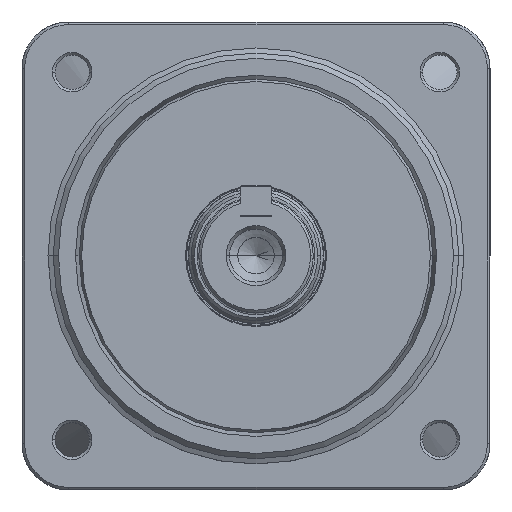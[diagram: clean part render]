
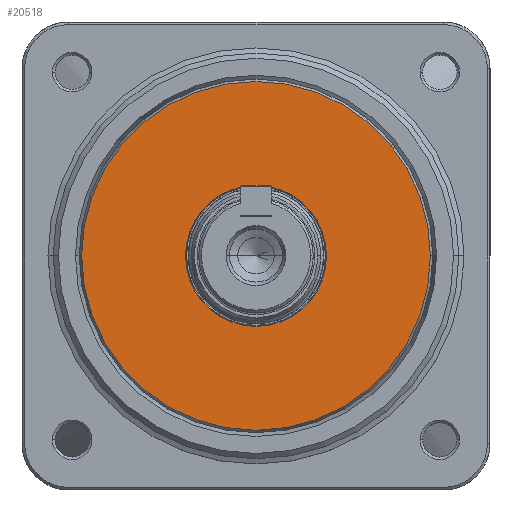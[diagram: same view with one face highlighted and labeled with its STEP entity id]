
A CAD part, top view. The second image highlights one B-rep face of the part: STEP entity #20518.
In plain terms, the highlighted planar face has unit normal (0, 0, 1).
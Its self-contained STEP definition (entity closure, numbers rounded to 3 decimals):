
#51 = EDGE_LOOP ( 'NONE', ( #14959, #28085 ) ) ;
#193 = AXIS2_PLACEMENT_3D ( 'NONE', #23374, #4654, #9543 ) ;
#543 = DIRECTION ( 'NONE',  ( 0., 0., -1. ) ) ;
#590 = ORIENTED_EDGE ( 'NONE', *, *, #18185, .T. ) ;
#3231 = CARTESIAN_POINT ( 'NONE',  ( -33.538, 0., 11. ) ) ;
#4592 = AXIS2_PLACEMENT_3D ( 'NONE', #24794, #8370, #22128 ) ;
#4654 = DIRECTION ( 'NONE',  ( 0., 0., -1. ) ) ;
#5091 = CARTESIAN_POINT ( 'NONE',  ( 0., 0., 11. ) ) ;
#5757 = AXIS2_PLACEMENT_3D ( 'NONE', #14376, #543, #9955 ) ;
#6471 = CARTESIAN_POINT ( 'NONE',  ( 0., 23.075, 11. ) ) ;
#6683 = DIRECTION ( 'NONE',  ( 0., 0., 1. ) ) ;
#6684 = EDGE_LOOP ( 'NONE', ( #590, #27370 ) ) ;
#8349 = VERTEX_POINT ( 'NONE', #11331 ) ;
#8370 = DIRECTION ( 'NONE',  ( 0., 0., 1. ) ) ;
#9543 = DIRECTION ( 'NONE',  ( 1., 0., 0. ) ) ;
#9955 = DIRECTION ( 'NONE',  ( 1., 0., 0. ) ) ;
#10267 = AXIS2_PLACEMENT_3D ( 'NONE', #5091, #21366, #26122 ) ;
#10555 = CARTESIAN_POINT ( 'NONE',  ( -13.553, 0., 11. ) ) ;
#11061 = EDGE_CURVE ( 'NONE', #19497, #8349, #24008, .T. ) ;
#11331 = CARTESIAN_POINT ( 'NONE',  ( 33.538, 0., 11. ) ) ;
#11353 = EDGE_CURVE ( 'NONE', #8349, #19497, #26204, .T. ) ;
#13209 = VERTEX_POINT ( 'NONE', #17190 ) ;
#14376 = CARTESIAN_POINT ( 'NONE',  ( 0., 0., 11. ) ) ;
#14959 = ORIENTED_EDGE ( 'NONE', *, *, #11061, .T. ) ;
#15840 = AXIS2_PLACEMENT_3D ( 'NONE', #6471, #6683, #22761 ) ;
#17190 = CARTESIAN_POINT ( 'NONE',  ( 13.553, 0., 11. ) ) ;
#18185 = EDGE_CURVE ( 'NONE', #13209, #26284, #18427, .T. ) ;
#18427 = CIRCLE ( 'NONE', #193, 13.553 ) ;
#18870 = FACE_BOUND ( 'NONE', #6684, .T. ) ;
#19497 = VERTEX_POINT ( 'NONE', #3231 ) ;
#20518 = ADVANCED_FACE ( 'NONE', ( #18870, #22183 ), #27590, .T. ) ;
#21366 = DIRECTION ( 'NONE',  ( 0., 0., 1. ) ) ;
#22128 = DIRECTION ( 'NONE',  ( 1., 0., 0. ) ) ;
#22183 = FACE_OUTER_BOUND ( 'NONE', #51, .T. ) ;
#22761 = DIRECTION ( 'NONE',  ( 1., 0., 0. ) ) ;
#23374 = CARTESIAN_POINT ( 'NONE',  ( 0., 0., 11. ) ) ;
#24008 = CIRCLE ( 'NONE', #4592, 33.538 ) ;
#24794 = CARTESIAN_POINT ( 'NONE',  ( 0., 0., 11. ) ) ;
#26050 = EDGE_CURVE ( 'NONE', #26284, #13209, #29566, .T. ) ;
#26122 = DIRECTION ( 'NONE',  ( 1., 0., 0. ) ) ;
#26204 = CIRCLE ( 'NONE', #10267, 33.538 ) ;
#26284 = VERTEX_POINT ( 'NONE', #10555 ) ;
#27370 = ORIENTED_EDGE ( 'NONE', *, *, #26050, .T. ) ;
#27590 = PLANE ( 'NONE',  #15840 ) ;
#28085 = ORIENTED_EDGE ( 'NONE', *, *, #11353, .T. ) ;
#29566 = CIRCLE ( 'NONE', #5757, 13.553 ) ;
